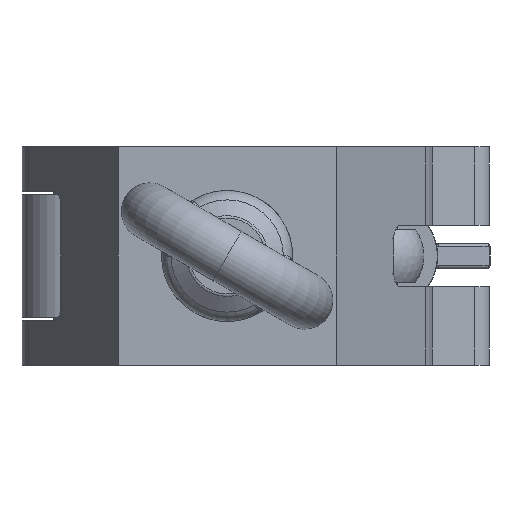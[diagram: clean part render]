
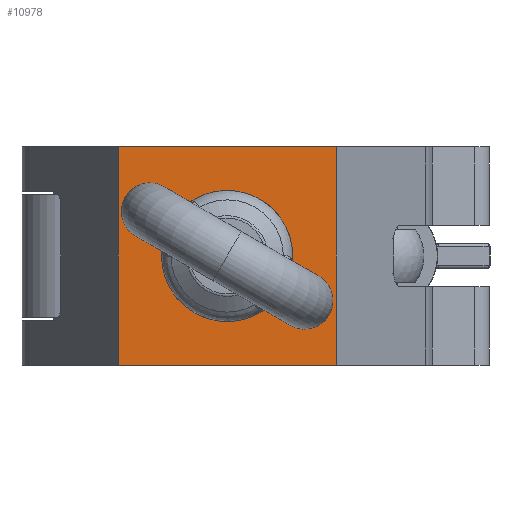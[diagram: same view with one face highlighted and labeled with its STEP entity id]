
A CAD part, front view. The second image highlights one B-rep face of the part: STEP entity #10978.
In plain terms, the highlighted planar face has unit normal (0, -1, 0).
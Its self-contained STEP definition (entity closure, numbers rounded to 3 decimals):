
#399 = DIRECTION ( 'NONE',  ( 0., 0., -1. ) ) ;
#999 = CARTESIAN_POINT ( 'NONE',  ( 25., 0., 25. ) ) ;
#1715 = CIRCLE ( 'NONE', #13652, 6.35 ) ;
#2549 = PLANE ( 'NONE',  #7923 ) ;
#2792 = CARTESIAN_POINT ( 'NONE',  ( -25., 0., 25. ) ) ;
#2829 = DIRECTION ( 'NONE',  ( 0., 1., 0. ) ) ;
#3714 = EDGE_CURVE ( 'NONE', #9156, #15689, #10318, .T. ) ;
#3882 = VECTOR ( 'NONE', #11795, 1000. ) ;
#3902 = FACE_OUTER_BOUND ( 'NONE', #14042, .T. ) ;
#4187 = EDGE_CURVE ( 'NONE', #15689, #9156, #1715, .T. ) ;
#5542 = CARTESIAN_POINT ( 'NONE',  ( 0., 0., 0. ) ) ;
#5546 = DIRECTION ( 'NONE',  ( 0., 1., 0. ) ) ;
#5559 = DIRECTION ( 'NONE',  ( 0., 0., 1. ) ) ;
#5921 = CARTESIAN_POINT ( 'NONE',  ( -25., 0., -25. ) ) ;
#5942 = DIRECTION ( 'NONE',  ( 1., 0., 0. ) ) ;
#5951 = CARTESIAN_POINT ( 'NONE',  ( -25., 0., 25. ) ) ;
#6635 = EDGE_CURVE ( 'NONE', #7721, #7405, #8955, .T. ) ;
#7196 = FACE_BOUND ( 'NONE', #14026, .T. ) ;
#7313 = DIRECTION ( 'NONE',  ( 0., 0., 1. ) ) ;
#7405 = VERTEX_POINT ( 'NONE', #7897 ) ;
#7561 = LINE ( 'NONE', #11848, #3882 ) ;
#7721 = VERTEX_POINT ( 'NONE', #12967 ) ;
#7897 = CARTESIAN_POINT ( 'NONE',  ( 25., 0., -25. ) ) ;
#7923 = AXIS2_PLACEMENT_3D ( 'NONE', #2792, #2829, #7313 ) ;
#8686 = VERTEX_POINT ( 'NONE', #5951 ) ;
#8775 = VECTOR ( 'NONE', #399, 1000. ) ;
#8955 = LINE ( 'NONE', #999, #8775 ) ;
#9156 = VERTEX_POINT ( 'NONE', #15824 ) ;
#9230 = VECTOR ( 'NONE', #5942, 1000. ) ;
#9361 = CARTESIAN_POINT ( 'NONE',  ( 0., 0., -6.35 ) ) ;
#9612 = LINE ( 'NONE', #5921, #9230 ) ;
#9760 = VECTOR ( 'NONE', #15657, 1000. ) ;
#9813 = EDGE_CURVE ( 'NONE', #15777, #7405, #9612, .T. ) ;
#10131 = AXIS2_PLACEMENT_3D ( 'NONE', #11415, #12881, #11366 ) ;
#10318 = CIRCLE ( 'NONE', #10131, 6.35 ) ;
#10978 = ADVANCED_FACE ( 'NONE', ( #7196, #3902 ), #2549, .F. ) ;
#11366 = DIRECTION ( 'NONE',  ( 0., 0., 1. ) ) ;
#11415 = CARTESIAN_POINT ( 'NONE',  ( 0., 0., 0. ) ) ;
#11650 = ORIENTED_EDGE ( 'NONE', *, *, #4187, .T. ) ;
#11669 = EDGE_CURVE ( 'NONE', #8686, #7721, #7561, .T. ) ;
#11725 = ORIENTED_EDGE ( 'NONE', *, *, #3714, .T. ) ;
#11795 = DIRECTION ( 'NONE',  ( 1., 0., 0. ) ) ;
#11848 = CARTESIAN_POINT ( 'NONE',  ( -25., 0., 25. ) ) ;
#12017 = EDGE_CURVE ( 'NONE', #8686, #15777, #13025, .T. ) ;
#12045 = ORIENTED_EDGE ( 'NONE', *, *, #9813, .T. ) ;
#12439 = CARTESIAN_POINT ( 'NONE',  ( -25., 0., -25. ) ) ;
#12477 = ORIENTED_EDGE ( 'NONE', *, *, #11669, .F. ) ;
#12758 = ORIENTED_EDGE ( 'NONE', *, *, #12017, .T. ) ;
#12875 = ORIENTED_EDGE ( 'NONE', *, *, #6635, .F. ) ;
#12881 = DIRECTION ( 'NONE',  ( 0., 1., 0. ) ) ;
#12967 = CARTESIAN_POINT ( 'NONE',  ( 25., 0., 25. ) ) ;
#13025 = LINE ( 'NONE', #15495, #9760 ) ;
#13652 = AXIS2_PLACEMENT_3D ( 'NONE', #5542, #5546, #5559 ) ;
#14026 = EDGE_LOOP ( 'NONE', ( #11725, #11650 ) ) ;
#14042 = EDGE_LOOP ( 'NONE', ( #12045, #12875, #12477, #12758 ) ) ;
#15495 = CARTESIAN_POINT ( 'NONE',  ( -25., 0., 25. ) ) ;
#15657 = DIRECTION ( 'NONE',  ( 0., 0., -1. ) ) ;
#15689 = VERTEX_POINT ( 'NONE', #9361 ) ;
#15777 = VERTEX_POINT ( 'NONE', #12439 ) ;
#15824 = CARTESIAN_POINT ( 'NONE',  ( 0., 0., 6.35 ) ) ;
